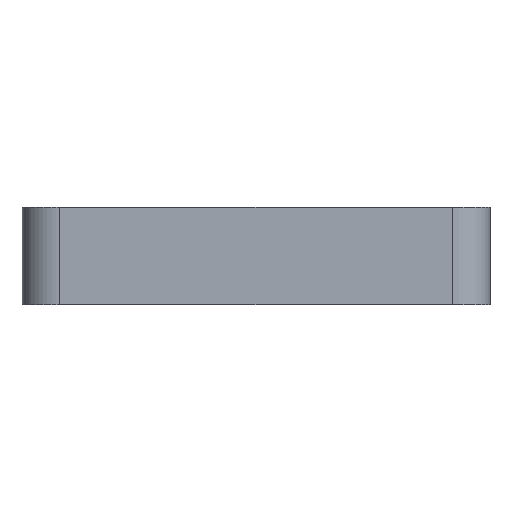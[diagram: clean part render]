
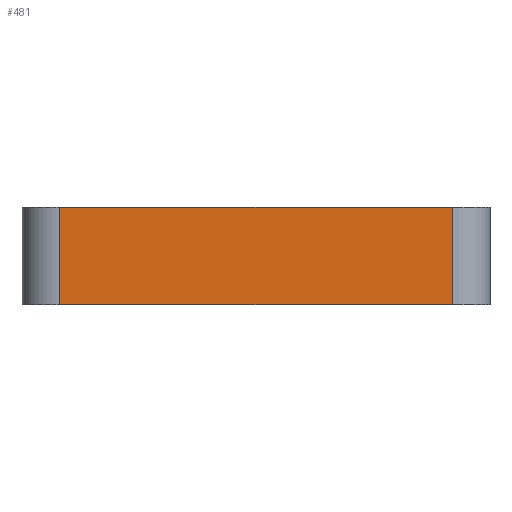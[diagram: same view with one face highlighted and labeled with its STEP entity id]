
A CAD part, left-side view. The second image highlights one B-rep face of the part: STEP entity #481.
In plain terms, the highlighted planar face has unit normal (-1, 0, 0).
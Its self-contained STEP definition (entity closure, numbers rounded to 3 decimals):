
#481 = ADVANCED_FACE ( 'NONE', ( #4945 ), #4079, .T. ) ;
#564 = CARTESIAN_POINT ( 'NONE',  ( -25., 20.985, 0. ) ) ;
#801 = EDGE_CURVE ( 'NONE', #6427, #5147, #3458, .T. ) ;
#822 = VECTOR ( 'NONE', #4152, 1000. ) ;
#878 = CARTESIAN_POINT ( 'NONE',  ( -25., 20.985, 10.4 ) ) ;
#901 = DIRECTION ( 'NONE',  ( 0., 0., 1. ) ) ;
#1169 = EDGE_LOOP ( 'NONE', ( #4936, #4595, #5490, #6590 ) ) ;
#1290 = CARTESIAN_POINT ( 'NONE',  ( -25., 20.985, 0. ) ) ;
#1614 = EDGE_CURVE ( 'NONE', #5169, #5024, #1725, .T. ) ;
#1725 = LINE ( 'NONE', #2529, #2093 ) ;
#1833 = CARTESIAN_POINT ( 'NONE',  ( -25., -20.985, 10.4 ) ) ;
#2093 = VECTOR ( 'NONE', #5159, 1000. ) ;
#2196 = EDGE_CURVE ( 'NONE', #5169, #6427, #4330, .T. ) ;
#2212 = AXIS2_PLACEMENT_3D ( 'NONE', #564, #3107, #4763 ) ;
#2330 = CARTESIAN_POINT ( 'NONE',  ( -25., -20.985, 0. ) ) ;
#2335 = CARTESIAN_POINT ( 'NONE',  ( -25., 20.985, 0. ) ) ;
#2529 = CARTESIAN_POINT ( 'NONE',  ( -25., 20.985, 0. ) ) ;
#2974 = VECTOR ( 'NONE', #901, 1000. ) ;
#3107 = DIRECTION ( 'NONE',  ( -1., 0., 0. ) ) ;
#3458 = LINE ( 'NONE', #2330, #2974 ) ;
#3606 = CARTESIAN_POINT ( 'NONE',  ( -25., -20.985, 0. ) ) ;
#4079 = PLANE ( 'NONE',  #2212 ) ;
#4152 = DIRECTION ( 'NONE',  ( 0., -1., 0. ) ) ;
#4330 = LINE ( 'NONE', #1290, #822 ) ;
#4474 = DIRECTION ( 'NONE',  ( 0., -1., 0. ) ) ;
#4592 = LINE ( 'NONE', #878, #5953 ) ;
#4595 = ORIENTED_EDGE ( 'NONE', *, *, #4793, .F. ) ;
#4715 = CARTESIAN_POINT ( 'NONE',  ( -25., 20.985, 10.4 ) ) ;
#4763 = DIRECTION ( 'NONE',  ( 0., 0., 1. ) ) ;
#4793 = EDGE_CURVE ( 'NONE', #5024, #5147, #4592, .T. ) ;
#4936 = ORIENTED_EDGE ( 'NONE', *, *, #801, .T. ) ;
#4945 = FACE_OUTER_BOUND ( 'NONE', #1169, .T. ) ;
#5024 = VERTEX_POINT ( 'NONE', #4715 ) ;
#5147 = VERTEX_POINT ( 'NONE', #1833 ) ;
#5159 = DIRECTION ( 'NONE',  ( 0., 0., 1. ) ) ;
#5169 = VERTEX_POINT ( 'NONE', #2335 ) ;
#5490 = ORIENTED_EDGE ( 'NONE', *, *, #1614, .F. ) ;
#5953 = VECTOR ( 'NONE', #4474, 1000. ) ;
#6427 = VERTEX_POINT ( 'NONE', #3606 ) ;
#6590 = ORIENTED_EDGE ( 'NONE', *, *, #2196, .T. ) ;
